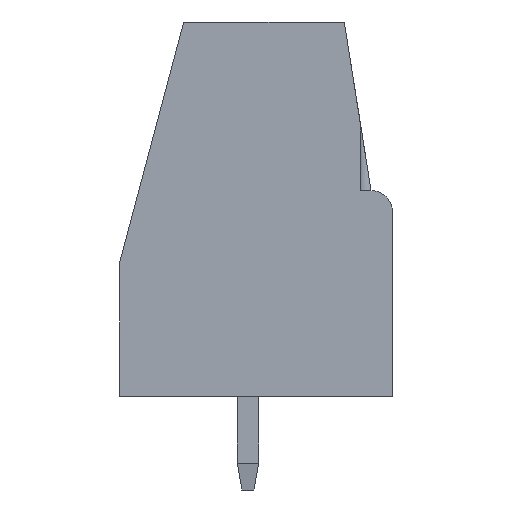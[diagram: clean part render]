
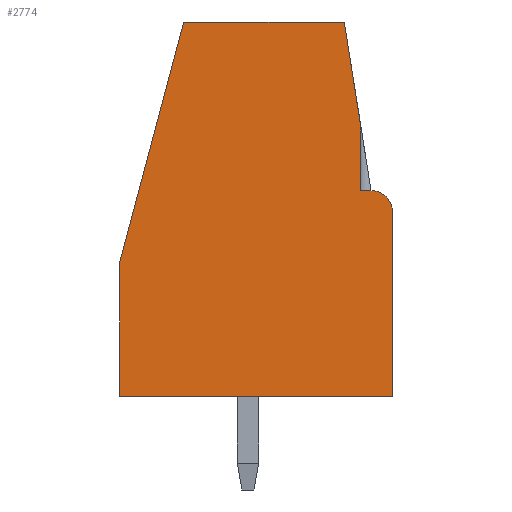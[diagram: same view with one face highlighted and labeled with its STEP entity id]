
A CAD part, front view. The second image highlights one B-rep face of the part: STEP entity #2774.
In plain terms, the highlighted planar face has unit normal (0, -1, 0).
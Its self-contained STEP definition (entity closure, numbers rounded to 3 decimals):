
#127=LINE('',#4295,#410);
#130=LINE('',#4342,#413);
#235=LINE('',#4618,#518);
#236=LINE('',#4620,#519);
#237=LINE('',#4622,#520);
#238=LINE('',#4624,#521);
#239=LINE('',#4626,#522);
#240=LINE('',#4628,#523);
#410=VECTOR('',#3327,1000.);
#413=VECTOR('',#3386,1000.);
#518=VECTOR('',#3665,1000.);
#519=VECTOR('',#3666,1000.);
#520=VECTOR('',#3667,1000.);
#521=VECTOR('',#3668,1000.);
#522=VECTOR('',#3669,1000.);
#523=VECTOR('',#3670,1000.);
#696=PLANE('',#3056);
#1175=ORIENTED_EDGE('',*,*,#1626,.F.);
#1176=ORIENTED_EDGE('',*,*,#1754,.T.);
#1177=ORIENTED_EDGE('',*,*,#1755,.T.);
#1178=ORIENTED_EDGE('',*,*,#1756,.T.);
#1179=ORIENTED_EDGE('',*,*,#1757,.T.);
#1180=ORIENTED_EDGE('',*,*,#1758,.T.);
#1181=ORIENTED_EDGE('',*,*,#1759,.T.);
#1182=ORIENTED_EDGE('',*,*,#1760,.T.);
#1183=ORIENTED_EDGE('',*,*,#1609,.T.);
#1609=EDGE_CURVE('',#1957,#1955,#127,.T.);
#1626=EDGE_CURVE('',#1973,#1955,#130,.T.);
#1754=EDGE_CURVE('',#1973,#2057,#235,.T.);
#1755=EDGE_CURVE('',#2057,#2058,#236,.T.);
#1756=EDGE_CURVE('',#2058,#2059,#237,.T.);
#1757=EDGE_CURVE('',#2059,#2060,#238,.T.);
#1758=EDGE_CURVE('',#2060,#2061,#239,.T.);
#1759=EDGE_CURVE('',#2061,#2062,#240,.T.);
#1760=EDGE_CURVE('',#2062,#1957,#2174,.T.);
#1955=VERTEX_POINT('',#4293);
#1957=VERTEX_POINT('',#4296);
#1973=VERTEX_POINT('',#4343);
#2057=VERTEX_POINT('',#4619);
#2058=VERTEX_POINT('',#4621);
#2059=VERTEX_POINT('',#4623);
#2060=VERTEX_POINT('',#4625);
#2061=VERTEX_POINT('',#4627);
#2062=VERTEX_POINT('',#4629);
#2174=CIRCLE('',#3057,0.8);
#2336=EDGE_LOOP('',(#1175,#1176,#1177,#1178,#1179,#1180,#1181,#1182,#1183));
#2559=FACE_BOUND('',#2336,.T.);
#2774=ADVANCED_FACE('',(#2559),#696,.T.);
#3056=AXIS2_PLACEMENT_3D('',#4617,#3663,#3664);
#3057=AXIS2_PLACEMENT_3D('',#4630,#3671,#3672);
#3327=DIRECTION('',(-1.,0.,0.));
#3386=DIRECTION('',(0.,0.,-1.));
#3663=DIRECTION('',(0.,-1.,0.));
#3664=DIRECTION('',(0.,0.,-1.));
#3665=DIRECTION('',(-0.156,0.,0.988));
#3666=DIRECTION('',(-1.,0.,0.));
#3667=DIRECTION('',(-0.257,0.,-0.966));
#3668=DIRECTION('',(0.,0.,-1.));
#3669=DIRECTION('',(1.,0.,0.));
#3670=DIRECTION('',(0.,0.,1.));
#3671=DIRECTION('',(0.,-1.,0.));
#3672=DIRECTION('',(-1.,0.,0.));
#4293=CARTESIAN_POINT('',(-1.2,-2.54,7.7));
#4295=CARTESIAN_POINT('',(-0.8,-2.54,7.7));
#4296=CARTESIAN_POINT('',(-0.8,-2.54,7.7));
#4342=CARTESIAN_POINT('',(-1.2,-2.54,20.4));
#4343=CARTESIAN_POINT('',(-1.2,-2.54,10.226));
#4617=CARTESIAN_POINT('',(-0.8,-2.54,6.9));
#4618=CARTESIAN_POINT('',(-1.798,-2.54,14.));
#4619=CARTESIAN_POINT('',(-1.798,-2.54,14.));
#4620=CARTESIAN_POINT('',(-7.805,-2.54,14.));
#4621=CARTESIAN_POINT('',(-7.805,-2.54,14.));
#4622=CARTESIAN_POINT('',(-10.2,-2.54,5.));
#4623=CARTESIAN_POINT('',(-10.2,-2.54,5.));
#4624=CARTESIAN_POINT('',(-10.2,-2.54,5.));
#4625=CARTESIAN_POINT('',(-10.2,-2.54,0.));
#4626=CARTESIAN_POINT('',(-10.2,-2.54,0.));
#4627=CARTESIAN_POINT('',(0.,-2.54,0.));
#4628=CARTESIAN_POINT('',(0.,-2.54,6.9));
#4629=CARTESIAN_POINT('',(0.,-2.54,6.9));
#4630=CARTESIAN_POINT('',(-0.8,-2.54,6.9));
